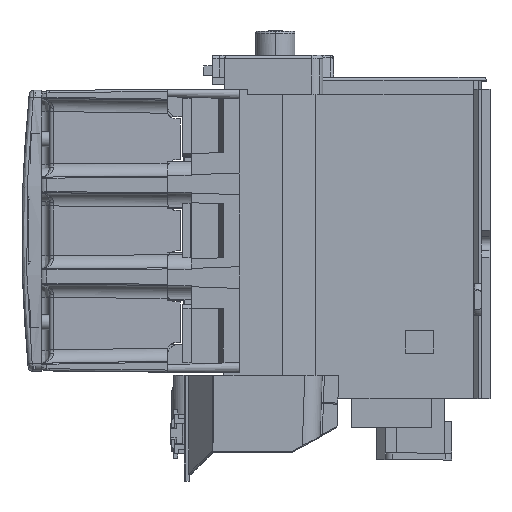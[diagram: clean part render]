
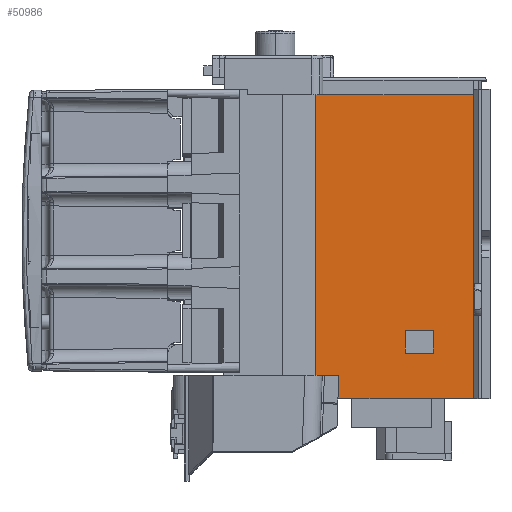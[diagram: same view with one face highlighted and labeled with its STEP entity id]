
A CAD part, left-side view. The second image highlights one B-rep face of the part: STEP entity #50986.
In plain terms, the highlighted planar face has unit normal (-1, 0, 0).
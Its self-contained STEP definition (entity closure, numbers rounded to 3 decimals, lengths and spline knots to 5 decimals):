
#44839=DIRECTION('',(0.,-1.,0.));
#44840=VECTOR('',#44839,0.0725);
#44841=CARTESIAN_POINT('',(-0.04525,0.08,0.071));
#44842=LINE('',#44841,#44840);
#46683=DIRECTION('',(0.,0.,1.));
#46684=VECTOR('',#46683,0.142);
#46685=CARTESIAN_POINT('',(-0.04525,0.0075,-0.071));
#46686=LINE('',#46685,#46684);
#46687=DIRECTION('',(0.,-1.,0.));
#46688=VECTOR('',#46687,0.0725);
#46689=CARTESIAN_POINT('',(-0.04525,0.08,-0.071));
#46690=LINE('',#46689,#46688);
#46691=DIRECTION('',(0.,0.,1.));
#46692=VECTOR('',#46691,0.0105);
#46693=CARTESIAN_POINT('',(-0.04525,0.039,-0.0502));
#46694=LINE('',#46693,#46692);
#46695=DIRECTION('',(0.,1.,0.));
#46696=VECTOR('',#46695,0.013);
#46697=CARTESIAN_POINT('',(-0.04525,0.026,-0.0502));
#46698=LINE('',#46697,#46696);
#46699=DIRECTION('',(0.,0.,-1.));
#46700=VECTOR('',#46699,0.0105);
#46701=CARTESIAN_POINT('',(-0.04525,0.026,-0.0397));
#46702=LINE('',#46701,#46700);
#46703=DIRECTION('',(0.,-1.,0.));
#46704=VECTOR('',#46703,0.013);
#46705=CARTESIAN_POINT('',(-0.04525,0.039,-0.0397));
#46706=LINE('',#46705,#46704);
#46707=DIRECTION('',(0.,0.,1.));
#46708=VECTOR('',#46707,0.142);
#46709=CARTESIAN_POINT('',(-0.04525,0.08,-0.071));
#46710=LINE('',#46709,#46708);
#47021=CARTESIAN_POINT('',(-0.04525,0.026,-0.0397));
#47022=VERTEX_POINT('',#47021);
#47023=CARTESIAN_POINT('',(-0.04525,0.026,-0.0502));
#47024=VERTEX_POINT('',#47023);
#47025=CARTESIAN_POINT('',(-0.04525,0.039,-0.0397));
#47026=VERTEX_POINT('',#47025);
#47676=CARTESIAN_POINT('',(-0.04525,0.08,0.071));
#47677=CARTESIAN_POINT('',(-0.04525,0.0075,0.071));
#47678=VERTEX_POINT('',#47676);
#47679=VERTEX_POINT('',#47677);
#47688=CARTESIAN_POINT('',(-0.04525,0.08,-0.071));
#47689=VERTEX_POINT('',#47688);
#47690=CARTESIAN_POINT('',(-0.04525,0.0075,-0.071));
#47691=VERTEX_POINT('',#47690);
#47788=CARTESIAN_POINT('',(-0.04525,0.039,-0.0502));
#47789=VERTEX_POINT('',#47788);
#50964=CARTESIAN_POINT('',(-0.04525,0.0075,0.071));
#50965=DIRECTION('',(1.,0.,0.));
#50966=DIRECTION('',(0.,-1.,0.));
#50967=AXIS2_PLACEMENT_3D('',#50964,#50965,#50966);
#50968=PLANE('',#50967);
#50970=ORIENTED_EDGE('',*,*,#50969,.T.);
#50971=ORIENTED_EDGE('',*,*,#48384,.T.);
#50972=ORIENTED_EDGE('',*,*,#50956,.F.);
#50973=ORIENTED_EDGE('',*,*,#48530,.F.);
#50974=EDGE_LOOP('',(#50970,#50971,#50972,#50973));
#50975=FACE_OUTER_BOUND('',#50974,.F.);
#50977=ORIENTED_EDGE('',*,*,#50976,.F.);
#50979=ORIENTED_EDGE('',*,*,#50978,.F.);
#50981=ORIENTED_EDGE('',*,*,#50980,.F.);
#50983=ORIENTED_EDGE('',*,*,#50982,.F.);
#50984=EDGE_LOOP('',(#50977,#50979,#50981,#50983));
#50985=FACE_BOUND('',#50984,.F.);
#50986=ADVANCED_FACE('',(#50975,#50985),#50968,.F.);
#48384=EDGE_CURVE('',#47678,#47679,#44842,.T.);
#48530=EDGE_CURVE('',#47689,#47691,#46690,.T.);
#50956=EDGE_CURVE('',#47691,#47679,#46686,.T.);
#50969=EDGE_CURVE('',#47689,#47678,#46710,.T.);
#50976=EDGE_CURVE('',#47789,#47026,#46694,.T.);
#50978=EDGE_CURVE('',#47024,#47789,#46698,.T.);
#50980=EDGE_CURVE('',#47022,#47024,#46702,.T.);
#50982=EDGE_CURVE('',#47026,#47022,#46706,.T.);
